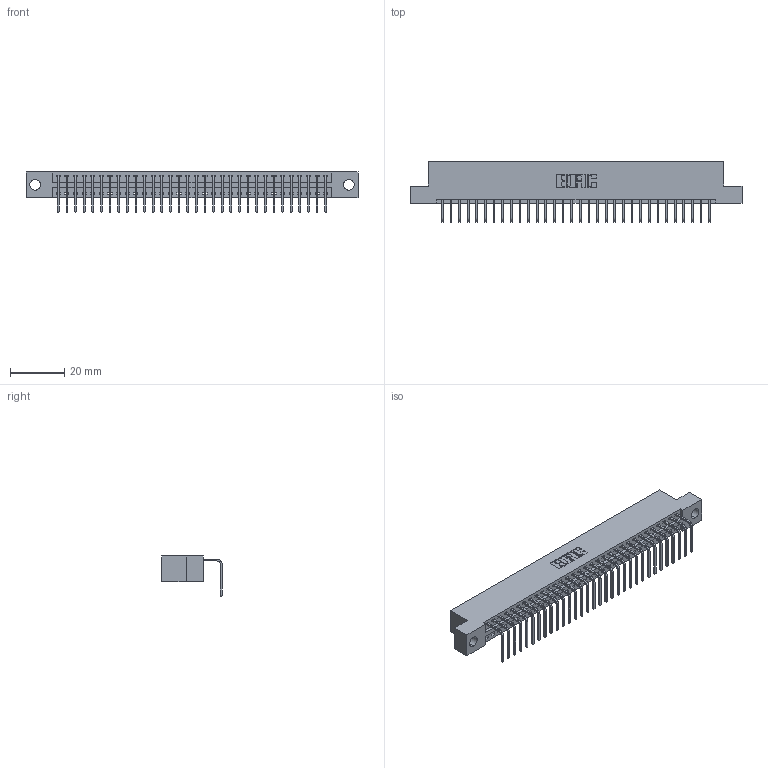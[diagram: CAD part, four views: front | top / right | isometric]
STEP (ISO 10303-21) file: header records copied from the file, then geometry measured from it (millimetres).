
FILE_DESCRIPTION (( 'STEP AP203' ), '1' );
FILE_NAME ('346-032-558-104.STEP', '2022-05-06T18:47:00', ( '' ), ( '' ), 'SwSTEP 2.0', 'SolidWorks 2020', '' );
FILE_SCHEMA (( 'CONFIG_CONTROL_DESIGN' ));
Length unit declared in the file: inch
Products named in the file (3): 346-032-558-104; 345-292-001_558 Tail - 2; 346 Part_Flush Mounting Lugs - 0.156 Dia-TH
Assembly tree (33 placements, depth 2):
  346-032-558-104
    346 Part_Flush Mounting Lugs - 0.156 Dia-TH
    345-292-001_558 Tail - 2  x32
Bounding box: 122.17 x 22.16 x 14.73 mm (x, y, z)
Volume: 11626.5 mm3; surface area: 14897.1 mm2
Topology: 33 solids, 33 shells, 2056 faces, 6189 edges, 4082 vertices
Faces by surface type: plane 1434, cylinder 622
Entity records: 21709 total; most frequent: CARTESIAN_POINT 3734, ORIENTED_EDGE 3698, DIRECTION 3305, EDGE_CURVE 1849, VECTOR 1589, LINE 1589, VERTEX_POINT 1230, AXIS2_PLACEMENT_3D 858
